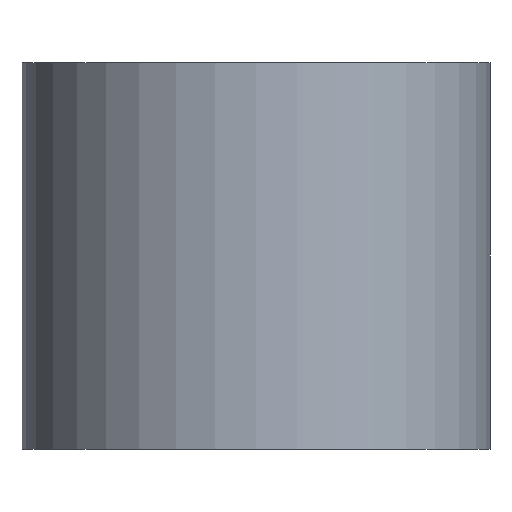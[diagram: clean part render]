
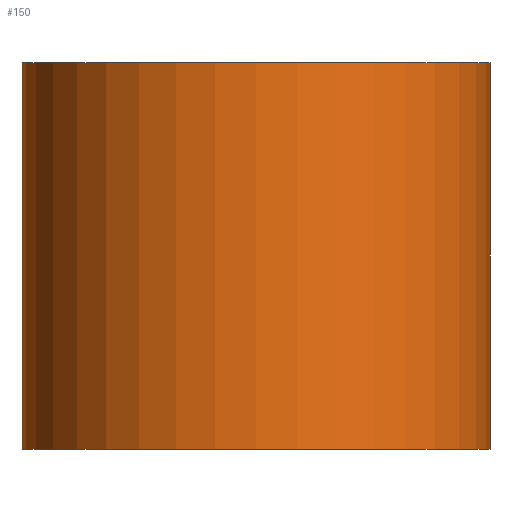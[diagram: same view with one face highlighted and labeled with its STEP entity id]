
A CAD part, front view. The second image highlights one B-rep face of the part: STEP entity #150.
In plain terms, the highlighted cylindrical face has radius 6.05 mm (diameter 12.1 mm), a partial arc.
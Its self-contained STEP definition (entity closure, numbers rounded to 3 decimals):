
#8 = DIRECTION ( 'NONE',  ( -1., 0., 0. ) ) ;
#13 = DIRECTION ( 'NONE',  ( 1., 0., 0. ) ) ;
#17 = EDGE_CURVE ( 'NONE', #95, #153, #86, .T. ) ;
#25 = CARTESIAN_POINT ( 'NONE',  ( 6.05, 0., 5. ) ) ;
#30 = DIRECTION ( 'NONE',  ( 0., 0., -1. ) ) ;
#38 = ORIENTED_EDGE ( 'NONE', *, *, #163, .F. ) ;
#39 = VERTEX_POINT ( 'NONE', #47 ) ;
#44 = FACE_OUTER_BOUND ( 'NONE', #80, .T. ) ;
#47 = CARTESIAN_POINT ( 'NONE',  ( 6.05, 0., -5. ) ) ;
#50 = CYLINDRICAL_SURFACE ( 'NONE', #155, 6.05 ) ;
#51 = CARTESIAN_POINT ( 'NONE',  ( -6.05, 0., 5. ) ) ;
#80 = EDGE_LOOP ( 'NONE', ( #38, #230, #192, #225 ) ) ;
#86 = CIRCLE ( 'NONE', #224, 6.05 ) ;
#90 = DIRECTION ( 'NONE',  ( 0., 0., 1. ) ) ;
#95 = VERTEX_POINT ( 'NONE', #241 ) ;
#109 = EDGE_CURVE ( 'NONE', #95, #126, #222, .T. ) ;
#114 = CARTESIAN_POINT ( 'NONE',  ( 0., 0., -5. ) ) ;
#123 = DIRECTION ( 'NONE',  ( 0., 0., -1. ) ) ;
#126 = VERTEX_POINT ( 'NONE', #235 ) ;
#127 = LINE ( 'NONE', #25, #190 ) ;
#131 = DIRECTION ( 'NONE',  ( 0., 0., 1. ) ) ;
#142 = DIRECTION ( 'NONE',  ( 0., 0., -1. ) ) ;
#150 = ADVANCED_FACE ( 'NONE', ( #44 ), #50, .T. ) ;
#153 = VERTEX_POINT ( 'NONE', #234 ) ;
#155 = AXIS2_PLACEMENT_3D ( 'NONE', #182, #123, #8 ) ;
#163 = EDGE_CURVE ( 'NONE', #153, #39, #127, .T. ) ;
#166 = DIRECTION ( 'NONE',  ( 1., 0., 0. ) ) ;
#167 = CARTESIAN_POINT ( 'NONE',  ( 0., 0., 5. ) ) ;
#174 = CIRCLE ( 'NONE', #194, 6.05 ) ;
#182 = CARTESIAN_POINT ( 'NONE',  ( 0., 0., 5. ) ) ;
#190 = VECTOR ( 'NONE', #30, 1000. ) ;
#192 = ORIENTED_EDGE ( 'NONE', *, *, #109, .T. ) ;
#194 = AXIS2_PLACEMENT_3D ( 'NONE', #114, #131, #13 ) ;
#218 = EDGE_CURVE ( 'NONE', #126, #39, #174, .T. ) ;
#222 = LINE ( 'NONE', #51, #247 ) ;
#224 = AXIS2_PLACEMENT_3D ( 'NONE', #167, #90, #166 ) ;
#225 = ORIENTED_EDGE ( 'NONE', *, *, #218, .T. ) ;
#230 = ORIENTED_EDGE ( 'NONE', *, *, #17, .F. ) ;
#234 = CARTESIAN_POINT ( 'NONE',  ( 6.05, 0., 5. ) ) ;
#235 = CARTESIAN_POINT ( 'NONE',  ( -6.05, 0., -5. ) ) ;
#241 = CARTESIAN_POINT ( 'NONE',  ( -6.05, 0., 5. ) ) ;
#247 = VECTOR ( 'NONE', #142, 1000. ) ;
